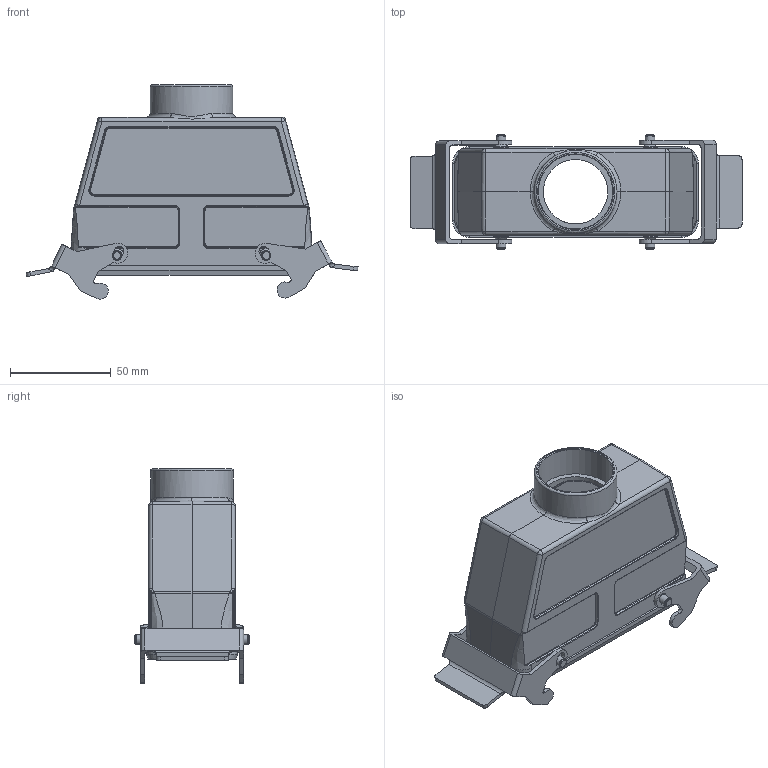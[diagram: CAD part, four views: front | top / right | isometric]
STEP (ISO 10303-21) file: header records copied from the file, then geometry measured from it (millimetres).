
FILE_DESCRIPTION((''),'2;1');
FILE_NAME('04300240761.stp','2020-07-07T15:57:01',('e.eickhoff'),(''),'Autodesk Inventor 2012','Autodesk Inventor 2012','');
FILE_SCHEMA(('AUTOMOTIVE_DESIGN { 1 0 10303 214 1 1 1 1 }'));
Length unit declared in the file: millimetre
Products named in the file (3): 04300240761; Metallbügel Quer
Assembly tree (3 placements, depth 2):
  04300240761
    04300240761
    Metallbügel Quer  x2
Bounding box: 164.8 x 57 x 106.4 mm (x, y, z)
Volume: 93352.6 mm3; surface area: 66968.5 mm2
Topology: 3 solids, 3 shells, 615 faces, 1527 edges, 935 vertices
Faces by surface type: plane 282, cylinder 181, bspline 50, torus 49, cone 45, sphere 8
Full cylindrical faces by diameter (mm): 2.05 x4, 3 x4, 4 x4, 4.8 x4, 7 x4, 32 x1, 37 x1, 41 x1
Entity records: 17832 total; most frequent: CARTESIAN_POINT 4711, DIRECTION 2721, ORIENTED_EDGE 2588, EDGE_CURVE 1294, AXIS2_PLACEMENT_3D 1008, VERTEX_POINT 808, VECTOR 705, LINE 705
